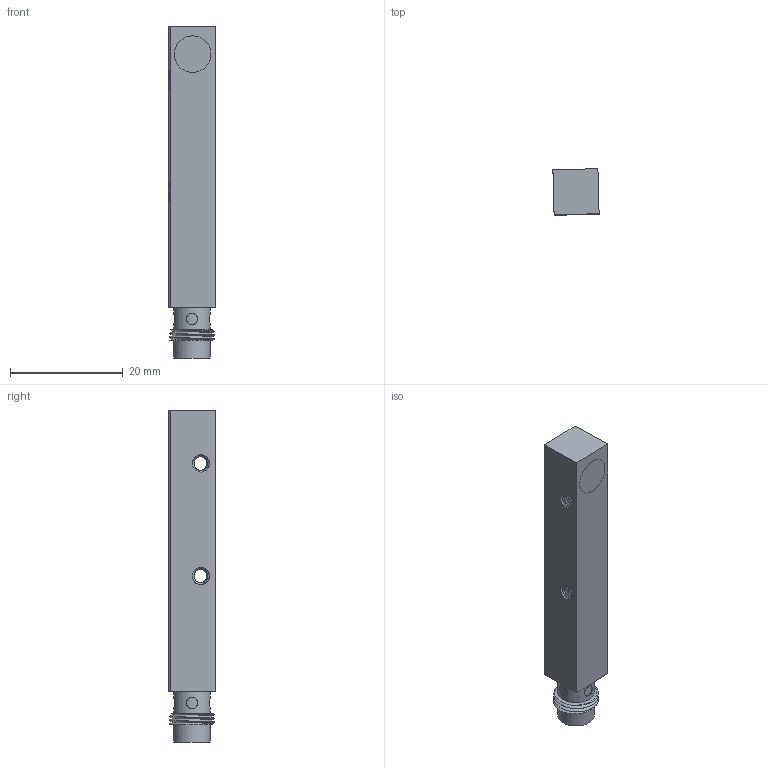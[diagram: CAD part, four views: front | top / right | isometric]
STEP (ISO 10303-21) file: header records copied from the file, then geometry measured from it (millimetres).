
FILE_DESCRIPTION(/* description */ (''),/* implementation_level */ '2;1');
FILE_NAME(/* name */ 'INS-Q08-B02XX-T3_STECKER.stp',/* time_stamp */ '2021-08-13T07:13:37+02:00',/* author */ ('S. Sandt'),/* organization */ ('di-soric GmbH & Co. KG'),/* preprocessor_version */ 'ST-DEVELOPER v18.1',/* originating_system */ 'Autodesk Inventor 2021',/* authorisation */ '');
FILE_SCHEMA (('AUTOMOTIVE_DESIGN { 1 0 10303 214 3 1 1 }'));
Length unit declared in the file: millimetre
Products named in the file (1): Bauteil35
Bounding box: 8.21 x 8.21 x 59 mm (x, y, z)
Volume: 3204.5 mm3; surface area: 2643.7 mm2
Topology: 3 solids, 3 shells, 97 faces, 242 edges, 160 vertices
Faces by surface type: cylinder 54, plane 23, cone 11, bspline 6, sphere 3
Full cylindrical faces by diameter (mm): 1 x6, 2 x4, 2.46 x29, 2.9 x1, 6.12 x1, 6.18 x1, 6.5 x3, 6.51 x1, 8 x2
Entity records: 9037 total; most frequent: CARTESIAN_POINT 6856, ORIENTED_EDGE 476, DIRECTION 358, EDGE_CURVE 238, VERTEX_POINT 160, AXIS2_PLACEMENT_3D 140, EDGE_LOOP 122, B_SPLINE_CURVE_WITH_KNOTS 111
